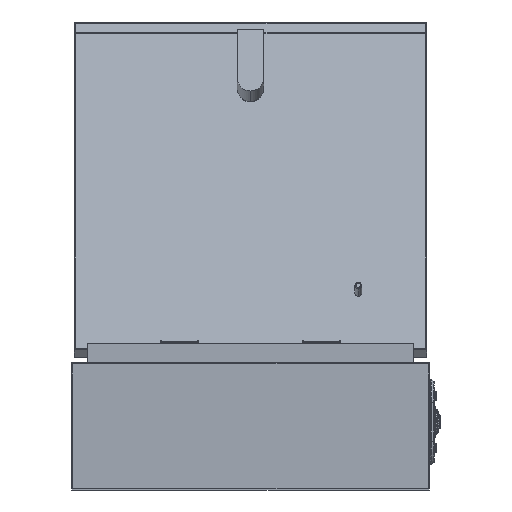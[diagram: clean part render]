
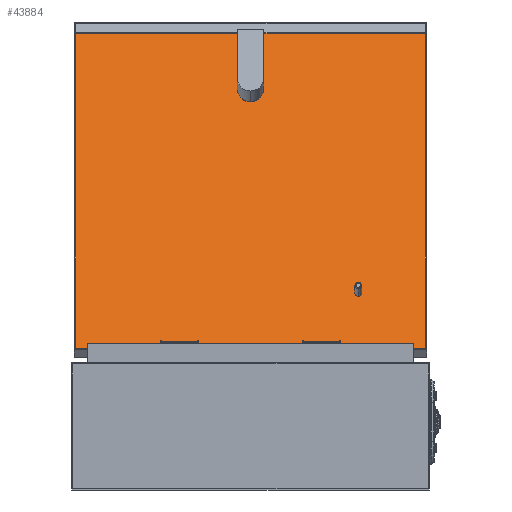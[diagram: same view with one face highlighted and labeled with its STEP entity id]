
A CAD part, left-side view. The second image highlights one B-rep face of the part: STEP entity #43884.
In plain terms, the highlighted face is planar.
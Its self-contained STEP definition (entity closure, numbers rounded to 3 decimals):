
#481 = DIRECTION ( 'NONE',  ( 0., 0., -1. ) ) ;
#832 = VERTEX_POINT ( 'NONE', #35880 ) ;
#1704 = CIRCLE ( 'NONE', #28137, 11.5 ) ;
#3771 = FACE_BOUND ( 'NONE', #30962, .T. ) ;
#4203 = DIRECTION ( 'NONE',  ( 0., 0., -1. ) ) ;
#4691 = ORIENTED_EDGE ( 'NONE', *, *, #45109, .F. ) ;
#4925 = EDGE_CURVE ( 'NONE', #832, #32959, #21742, .T. ) ;
#6176 = DIRECTION ( 'NONE',  ( 0., 1., 0. ) ) ;
#7772 = ORIENTED_EDGE ( 'NONE', *, *, #19607, .T. ) ;
#8537 = ORIENTED_EDGE ( 'NONE', *, *, #11277, .F. ) ;
#9526 = VERTEX_POINT ( 'NONE', #25338 ) ;
#10303 = CARTESIAN_POINT ( 'NONE',  ( -152., 0., -1. ) ) ;
#11277 = EDGE_CURVE ( 'NONE', #23759, #47829, #35304, .T. ) ;
#12274 = EDGE_LOOP ( 'NONE', ( #21706, #8537 ) ) ;
#12366 = DIRECTION ( 'NONE',  ( 0., 0., 1. ) ) ;
#13502 = LINE ( 'NONE', #38051, #46828 ) ;
#14334 = CIRCLE ( 'NONE', #19087, 11.5 ) ;
#15290 = CARTESIAN_POINT ( 'NONE',  ( -98., 0., -1. ) ) ;
#15350 = CARTESIAN_POINT ( 'NONE',  ( -109.5, 0., -1. ) ) ;
#15408 = AXIS2_PLACEMENT_3D ( 'NONE', #22479, #49935, #28148 ) ;
#16435 = VECTOR ( 'NONE', #46029, 1000. ) ;
#18224 = ORIENTED_EDGE ( 'NONE', *, *, #21302, .F. ) ;
#18686 = EDGE_CURVE ( 'NONE', #27652, #44707, #14334, .T. ) ;
#19087 = AXIS2_PLACEMENT_3D ( 'NONE', #15290, #43687, #19423 ) ;
#19423 = DIRECTION ( 'NONE',  ( 1., 0., 0. ) ) ;
#19607 = EDGE_CURVE ( 'NONE', #44707, #27652, #1704, .T. ) ;
#20007 = ORIENTED_EDGE ( 'NONE', *, *, #18686, .T. ) ;
#20128 = CARTESIAN_POINT ( 'NONE',  ( -152., -154., -1. ) ) ;
#21302 = EDGE_CURVE ( 'NONE', #9526, #832, #13502, .T. ) ;
#21706 = ORIENTED_EDGE ( 'NONE', *, *, #43146, .F. ) ;
#21742 = LINE ( 'NONE', #10303, #35473 ) ;
#22465 = CARTESIAN_POINT ( 'NONE',  ( 93., -95., -1. ) ) ;
#22479 = CARTESIAN_POINT ( 'NONE',  ( 0., 0., -1. ) ) ;
#22579 = LINE ( 'NONE', #44382, #16435 ) ;
#23241 = CARTESIAN_POINT ( 'NONE',  ( 152., -154., -1. ) ) ;
#23304 = FACE_BOUND ( 'NONE', #12274, .T. ) ;
#23341 = EDGE_CURVE ( 'NONE', #34766, #9526, #45102, .T. ) ;
#23759 = VERTEX_POINT ( 'NONE', #35689 ) ;
#25338 = CARTESIAN_POINT ( 'NONE',  ( 152., 154., -1. ) ) ;
#27086 = DIRECTION ( 'NONE',  ( 1., 0., 0. ) ) ;
#27652 = VERTEX_POINT ( 'NONE', #15350 ) ;
#28137 = AXIS2_PLACEMENT_3D ( 'NONE', #36778, #12366, #31952 ) ;
#28148 = DIRECTION ( 'NONE',  ( 1., 0., 0. ) ) ;
#28184 = EDGE_LOOP ( 'NONE', ( #47182, #18224, #40931, #4691 ) ) ;
#28877 = AXIS2_PLACEMENT_3D ( 'NONE', #42334, #4203, #27086 ) ;
#28975 = DIRECTION ( 'NONE',  ( 1., 0., 0. ) ) ;
#30962 = EDGE_LOOP ( 'NONE', ( #7772, #20007 ) ) ;
#31403 = FACE_OUTER_BOUND ( 'NONE', #28184, .T. ) ;
#31952 = DIRECTION ( 'NONE',  ( 1., 0., 0. ) ) ;
#32959 = VERTEX_POINT ( 'NONE', #20128 ) ;
#33449 = CARTESIAN_POINT ( 'NONE',  ( 96., -95., -1. ) ) ;
#33782 = AXIS2_PLACEMENT_3D ( 'NONE', #22465, #481, #28975 ) ;
#34643 = CARTESIAN_POINT ( 'NONE',  ( 152., 0., -1. ) ) ;
#34766 = VERTEX_POINT ( 'NONE', #23241 ) ;
#35304 = CIRCLE ( 'NONE', #33782, 3. ) ;
#35473 = VECTOR ( 'NONE', #35544, 1000. ) ;
#35544 = DIRECTION ( 'NONE',  ( 0., -1., 0. ) ) ;
#35645 = DIRECTION ( 'NONE',  ( -1., 0., 0. ) ) ;
#35689 = CARTESIAN_POINT ( 'NONE',  ( 90., -95., -1. ) ) ;
#35880 = CARTESIAN_POINT ( 'NONE',  ( -152., 154., -1. ) ) ;
#36778 = CARTESIAN_POINT ( 'NONE',  ( -98., 0., -1. ) ) ;
#37851 = PLANE ( 'NONE',  #15408 ) ;
#38051 = CARTESIAN_POINT ( 'NONE',  ( 0., 154., -1. ) ) ;
#39964 = CIRCLE ( 'NONE', #28877, 3. ) ;
#40844 = VECTOR ( 'NONE', #6176, 1000. ) ;
#40931 = ORIENTED_EDGE ( 'NONE', *, *, #23341, .F. ) ;
#42334 = CARTESIAN_POINT ( 'NONE',  ( 93., -95., -1. ) ) ;
#43146 = EDGE_CURVE ( 'NONE', #47829, #23759, #39964, .T. ) ;
#43687 = DIRECTION ( 'NONE',  ( 0., 0., 1. ) ) ;
#43884 = ADVANCED_FACE ( 'NONE', ( #3771, #31403, #23304 ), #37851, .F. ) ;
#43950 = CARTESIAN_POINT ( 'NONE',  ( -86.5, 0., -1. ) ) ;
#44382 = CARTESIAN_POINT ( 'NONE',  ( 0., -154., -1. ) ) ;
#44707 = VERTEX_POINT ( 'NONE', #43950 ) ;
#45102 = LINE ( 'NONE', #34643, #40844 ) ;
#45109 = EDGE_CURVE ( 'NONE', #32959, #34766, #22579, .T. ) ;
#46029 = DIRECTION ( 'NONE',  ( 1., 0., 0. ) ) ;
#46828 = VECTOR ( 'NONE', #35645, 1000. ) ;
#47182 = ORIENTED_EDGE ( 'NONE', *, *, #4925, .F. ) ;
#47829 = VERTEX_POINT ( 'NONE', #33449 ) ;
#49935 = DIRECTION ( 'NONE',  ( 0., 0., 1. ) ) ;
